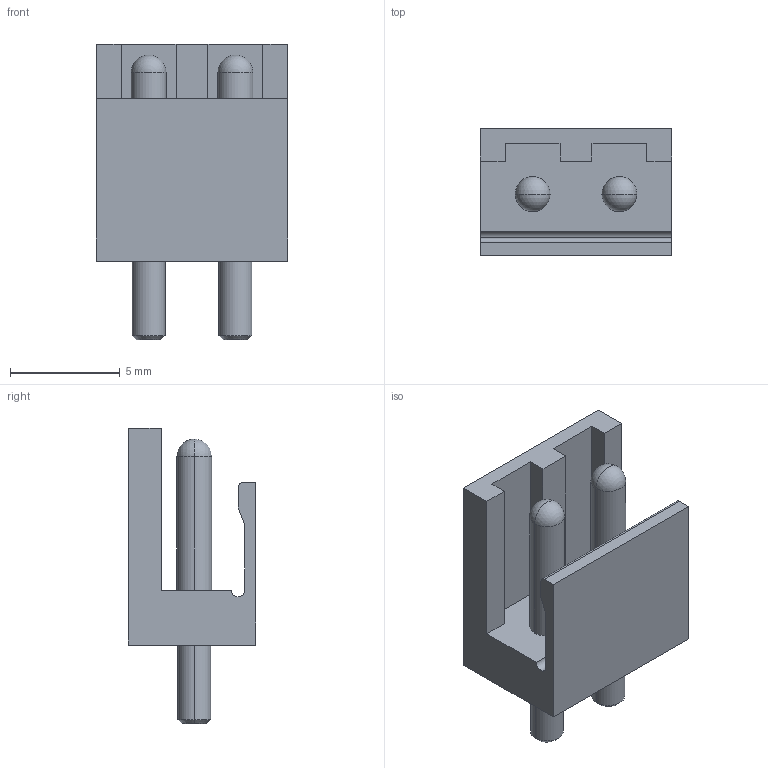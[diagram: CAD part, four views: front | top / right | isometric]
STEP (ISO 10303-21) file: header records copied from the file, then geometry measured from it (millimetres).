
FILE_DESCRIPTION (( 'STEP AP214' ), '1' );
FILE_NAME ('F1JL27-S02SD000-01-REF.STEP', '2025-08-14T06:32:41', ( '' ), ( '' ), 'SwSTEP 2.0', 'SolidWorks 2021', '' );
FILE_SCHEMA (( 'AUTOMOTIVE_DESIGN' ));
Length unit declared in the file: millimetre
Products named in the file (1): F1JL27-S02SD000-01-REF
Bounding box: 8.72 x 5.8 x 13.5 mm (x, y, z)
Volume: 256.5 mm3; surface area: 542.7 mm2
Topology: 1 solids, 1 shells, 40 faces, 104 edges, 66 vertices
Faces by surface type: plane 22, cylinder 10, cone 4, sphere 4
Entity records: 1194 total; most frequent: DIRECTION 206, CARTESIAN_POINT 199, ORIENTED_EDGE 192, EDGE_CURVE 96, AXIS2_PLACEMENT_3D 69, LINE 68, VECTOR 68, VERTEX_POINT 62
